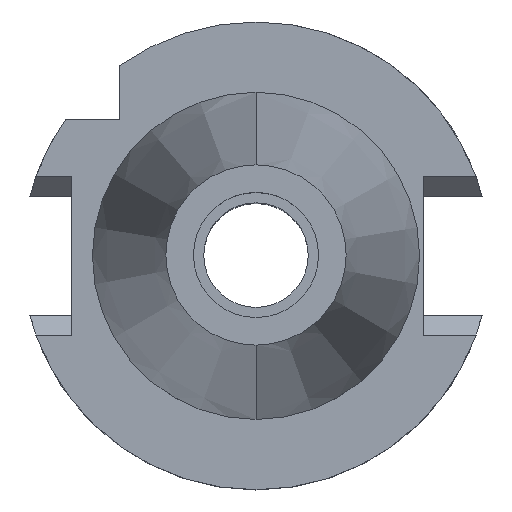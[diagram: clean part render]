
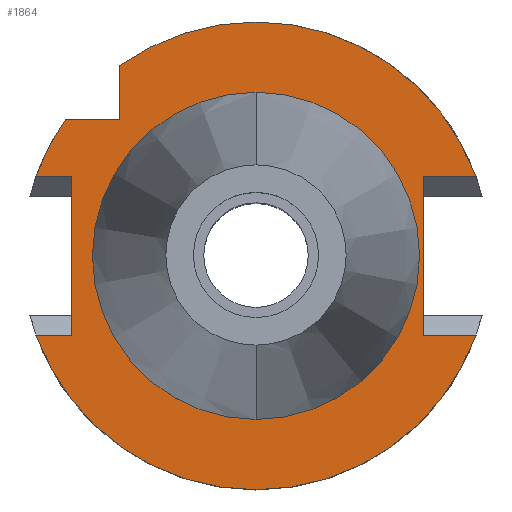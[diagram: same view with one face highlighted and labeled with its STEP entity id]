
A CAD part, top view. The second image highlights one B-rep face of the part: STEP entity #1864.
In plain terms, the highlighted planar face has unit normal (0, 0, 1).
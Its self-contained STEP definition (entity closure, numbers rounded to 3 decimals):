
#135=CARTESIAN_POINT('',(0.,0.,-1.));
#136=DIRECTION('',(0.,0.,-1.));
#137=DIRECTION('',(-0.582,0.813,0.));
#138=AXIS2_PLACEMENT_3D('',#135,#136,#137);
#143=CARTESIAN_POINT('',(0.,0.,-1.));
#144=DIRECTION('',(0.,0.,-1.));
#145=DIRECTION('',(0.,1.,0.));
#146=AXIS2_PLACEMENT_3D('',#143,#144,#145);
#151=DIRECTION('',(0.,-1.,0.));
#152=VECTOR('',#151,21.5);
#153=CARTESIAN_POINT('',(22.7,10.75,-1.));
#154=LINE('',#153,#152);
#158=DIRECTION('',(1.,0.,0.));
#159=VECTOR('',#158,7.201);
#160=CARTESIAN_POINT('',(22.7,-10.75,-1.));
#161=LINE('',#160,#159);
#165=CARTESIAN_POINT('',(0.,0.,-1.));
#166=DIRECTION('',(0.,0.,-1.));
#167=DIRECTION('',(0.941,-0.338,0.));
#168=AXIS2_PLACEMENT_3D('',#165,#166,#167);
#173=CARTESIAN_POINT('',(0.,0.,-1.));
#174=DIRECTION('',(0.,0.,-1.));
#175=DIRECTION('',(0.,-1.,0.));
#176=AXIS2_PLACEMENT_3D('',#173,#174,#175);
#181=DIRECTION('',(-1.,0.,0.));
#182=VECTOR('',#181,4.901);
#183=CARTESIAN_POINT('',(-25.,10.75,-1.));
#184=LINE('',#183,#182);
#188=CARTESIAN_POINT('',(0.,0.,-1.));
#189=DIRECTION('',(0.,0.,-1.));
#190=DIRECTION('',(-0.941,0.338,0.));
#191=AXIS2_PLACEMENT_3D('',#188,#189,#190);
#196=CARTESIAN_POINT('',(0.,0.,-1.));
#197=DIRECTION('',(0.,0.,1.));
#198=DIRECTION('',(0.,-1.,0.));
#199=AXIS2_PLACEMENT_3D('',#196,#197,#198);
#204=CARTESIAN_POINT('',(0.,0.,-1.));
#205=DIRECTION('',(0.,0.,1.));
#206=DIRECTION('',(0.,1.,0.));
#207=AXIS2_PLACEMENT_3D('',#204,#205,#206);
#229=DIRECTION('',(0.,-1.,0.));
#230=VECTOR('',#229,7.334);
#231=CARTESIAN_POINT('',(-18.5,25.834,-1.));
#232=LINE('',#231,#230);
#334=DIRECTION('',(-1.,0.,0.));
#335=VECTOR('',#334,7.334);
#336=CARTESIAN_POINT('',(-18.5,18.5,-1.));
#337=LINE('',#336,#335);
#387=DIRECTION('',(0.,-1.,0.));
#388=VECTOR('',#387,21.5);
#389=CARTESIAN_POINT('',(-25.,10.75,-1.));
#390=LINE('',#389,#388);
#564=DIRECTION('',(-1.,0.,0.));
#565=VECTOR('',#564,4.901);
#566=CARTESIAN_POINT('',(-25.,-10.75,-1.));
#567=LINE('',#566,#565);
#841=DIRECTION('',(1.,0.,0.));
#842=VECTOR('',#841,7.201);
#843=CARTESIAN_POINT('',(22.7,10.75,-1.));
#844=LINE('',#843,#842);
#1496=CARTESIAN_POINT('',(0.,22.225,-1.));
#1497=VERTEX_POINT('',#1496);
#1498=CARTESIAN_POINT('',(0.,-22.225,-1.));
#1499=VERTEX_POINT('',#1498);
#1500=CARTESIAN_POINT('',(-18.5,25.834,-1.));
#1501=CARTESIAN_POINT('',(-18.5,18.5,-1.));
#1502=VERTEX_POINT('',#1500);
#1503=VERTEX_POINT('',#1501);
#1504=CARTESIAN_POINT('',(0.,31.775,-1.));
#1505=CARTESIAN_POINT('',(29.901,10.75,-1.));
#1506=VERTEX_POINT('',#1504);
#1507=VERTEX_POINT('',#1505);
#1508=CARTESIAN_POINT('',(22.7,10.75,-1.));
#1509=VERTEX_POINT('',#1508);
#1510=CARTESIAN_POINT('',(22.7,-10.75,-1.));
#1511=VERTEX_POINT('',#1510);
#1512=CARTESIAN_POINT('',(29.901,-10.75,-1.));
#1513=VERTEX_POINT('',#1512);
#1514=CARTESIAN_POINT('',(0.,-31.775,-1.));
#1515=CARTESIAN_POINT('',(-29.901,-10.75,-1.));
#1516=VERTEX_POINT('',#1514);
#1517=VERTEX_POINT('',#1515);
#1518=CARTESIAN_POINT('',(-25.,-10.75,-1.));
#1519=VERTEX_POINT('',#1518);
#1520=CARTESIAN_POINT('',(-25.,10.75,-1.));
#1521=VERTEX_POINT('',#1520);
#1522=CARTESIAN_POINT('',(-29.901,10.75,-1.));
#1523=VERTEX_POINT('',#1522);
#1524=CARTESIAN_POINT('',(-25.834,18.5,-1.));
#1525=VERTEX_POINT('',#1524);
#1827=CARTESIAN_POINT('',(0.,0.,-1.));
#1828=DIRECTION('',(0.,0.,1.));
#1829=DIRECTION('',(0.,1.,0.));
#1830=AXIS2_PLACEMENT_3D('',#1827,#1828,#1829);
#1831=PLANE('',#1830);
#1833=ORIENTED_EDGE('',*,*,#1832,.F.);
#1835=ORIENTED_EDGE('',*,*,#1834,.T.);
#1837=ORIENTED_EDGE('',*,*,#1836,.T.);
#1839=ORIENTED_EDGE('',*,*,#1838,.F.);
#1841=ORIENTED_EDGE('',*,*,#1840,.T.);
#1843=ORIENTED_EDGE('',*,*,#1842,.T.);
#1845=ORIENTED_EDGE('',*,*,#1844,.T.);
#1847=ORIENTED_EDGE('',*,*,#1846,.T.);
#1849=ORIENTED_EDGE('',*,*,#1848,.F.);
#1851=ORIENTED_EDGE('',*,*,#1850,.F.);
#1853=ORIENTED_EDGE('',*,*,#1852,.T.);
#1855=ORIENTED_EDGE('',*,*,#1854,.T.);
#1857=ORIENTED_EDGE('',*,*,#1856,.F.);
#1858=EDGE_LOOP('',(#1833,#1835,#1837,#1839,#1841,#1843,#1845,#1847,#1849,#1851,
#1853,#1855,#1857));
#1859=FACE_OUTER_BOUND('',#1858,.F.);
#1860=ORIENTED_EDGE('',*,*,#1806,.T.);
#1861=ORIENTED_EDGE('',*,*,#1822,.T.);
#1862=EDGE_LOOP('',(#1860,#1861));
#1863=FACE_BOUND('',#1862,.F.);
#139=CIRCLE('',#138,31.775);
#147=CIRCLE('',#146,31.775);
#169=CIRCLE('',#168,31.775);
#177=CIRCLE('',#176,31.775);
#192=CIRCLE('',#191,31.775);
#200=CIRCLE('',#199,22.225);
#208=CIRCLE('',#207,22.225);
#1806=EDGE_CURVE('',#1499,#1497,#200,.T.);
#1822=EDGE_CURVE('',#1497,#1499,#208,.T.);
#1832=EDGE_CURVE('',#1502,#1503,#232,.T.);
#1834=EDGE_CURVE('',#1502,#1506,#139,.T.);
#1836=EDGE_CURVE('',#1506,#1507,#147,.T.);
#1838=EDGE_CURVE('',#1509,#1507,#844,.T.);
#1840=EDGE_CURVE('',#1509,#1511,#154,.T.);
#1842=EDGE_CURVE('',#1511,#1513,#161,.T.);
#1844=EDGE_CURVE('',#1513,#1516,#169,.T.);
#1846=EDGE_CURVE('',#1516,#1517,#177,.T.);
#1848=EDGE_CURVE('',#1519,#1517,#567,.T.);
#1850=EDGE_CURVE('',#1521,#1519,#390,.T.);
#1852=EDGE_CURVE('',#1521,#1523,#184,.T.);
#1854=EDGE_CURVE('',#1523,#1525,#192,.T.);
#1856=EDGE_CURVE('',#1503,#1525,#337,.T.);
#1864=ADVANCED_FACE('',(#1859,#1863),#1831,.T.);
